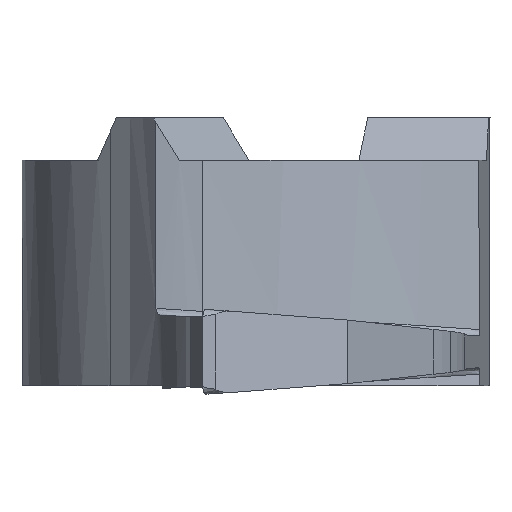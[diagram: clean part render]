
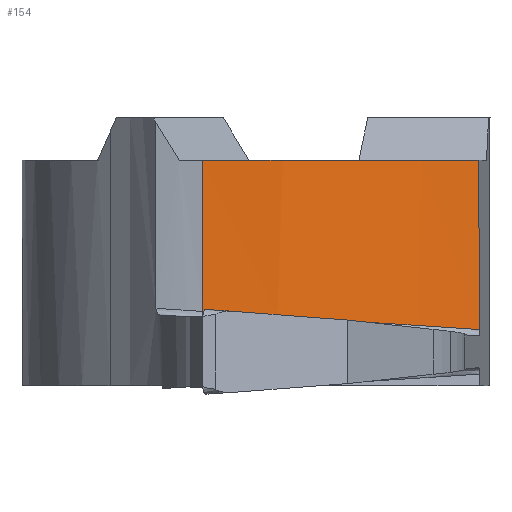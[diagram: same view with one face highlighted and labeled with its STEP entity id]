
A CAD part, left-side view. The second image highlights one B-rep face of the part: STEP entity #154.
In plain terms, the highlighted free-form (B-spline) face has degree [1, 3] with [2, 4] control points.
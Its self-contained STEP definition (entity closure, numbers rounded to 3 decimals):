
#48=(
BOUNDED_SURFACE()
B_SPLINE_SURFACE(1,3,((#1954,#1955,#1956,#1957),(#1958,#1959,#1960,#1961)),
 .UNSPECIFIED.,.F.,.F.,.F.)
B_SPLINE_SURFACE_WITH_KNOTS((2,2),(4,4),(0.,1.),(0.,1.),.UNSPECIFIED.)
GEOMETRIC_REPRESENTATION_ITEM()
RATIONAL_B_SPLINE_SURFACE(((1.,0.969,0.969,1.),
(1.,0.969,0.969,1.)))
REPRESENTATION_ITEM('')
SURFACE()
);
#154=ADVANCED_FACE('',(#212),#48,.F.);
#212=FACE_OUTER_BOUND('',#270,.T.);
#270=EDGE_LOOP('',(#599,#600,#601,#602));
#324=LINE('',#1953,#370);
#370=VECTOR('',#1358,1.);
#599=ORIENTED_EDGE('',*,*,#873,.T.);
#600=ORIENTED_EDGE('',*,*,#835,.F.);
#601=ORIENTED_EDGE('',*,*,#900,.T.);
#602=ORIENTED_EDGE('',*,*,#898,.F.);
#727=VERTEX_POINT('',#1629);
#728=VERTEX_POINT('',#1634);
#750=VERTEX_POINT('',#1760);
#760=VERTEX_POINT('',#1935);
#835=EDGE_CURVE('',#727,#728,#996,.T.);
#873=EDGE_CURVE('',#750,#728,#1001,.T.);
#898=EDGE_CURVE('',#750,#760,#978,.T.);
#900=EDGE_CURVE('',#727,#760,#324,.T.);
#978=CIRCLE('',#1141,11.555);
#996=B_SPLINE_CURVE_WITH_KNOTS('',3,(#1630,#1631,#1632,#1633),
 .UNSPECIFIED.,.F.,.F.,(4,4),(0.,1.),.UNSPECIFIED.);
#1001=B_SPLINE_CURVE_WITH_KNOTS('',3,(#1750,#1751,#1752,#1753,#1754,#1755,
#1756,#1757,#1758,#1759),.UNSPECIFIED.,.F.,.F.,(4,2,2,2,4),(0.,0.313,
0.626,0.782,1.),.UNSPECIFIED.);
#1141=AXIS2_PLACEMENT_3D('',#1934,#1354,#1355);
#1354=DIRECTION('',(0.,0.065,-0.998));
#1355=DIRECTION('',(0.,0.998,0.065));
#1358=DIRECTION('',(0.,0.,-1.));
#1629=CARTESIAN_POINT('',(-5.55,1.25,-0.1));
#1630=CARTESIAN_POINT('',(-5.55,1.25,-0.1));
#1631=CARTESIAN_POINT('',(-5.468,-1.082,-0.1));
#1632=CARTESIAN_POINT('',(-4.674,-3.358,-0.1));
#1633=CARTESIAN_POINT('',(-3.287,-5.233,-0.1));
#1634=CARTESIAN_POINT('',(-3.287,-5.233,-0.1));
#1750=CARTESIAN_POINT('',(-3.089,-5.251,-4.076));
#1751=CARTESIAN_POINT('',(-3.11,-5.249,-3.661));
#1752=CARTESIAN_POINT('',(-3.131,-5.247,-3.247));
#1753=CARTESIAN_POINT('',(-3.173,-5.243,-2.417));
#1754=CARTESIAN_POINT('',(-3.193,-5.242,-2.003));
#1755=CARTESIAN_POINT('',(-3.224,-5.239,-1.381));
#1756=CARTESIAN_POINT('',(-3.234,-5.238,-1.173));
#1757=CARTESIAN_POINT('',(-3.259,-5.236,-0.677));
#1758=CARTESIAN_POINT('',(-3.273,-5.235,-0.389));
#1759=CARTESIAN_POINT('',(-3.287,-5.233,-0.1));
#1760=CARTESIAN_POINT('',(-3.089,-5.251,-4.076));
#1934=CARTESIAN_POINT('',(5.988,1.884,-3.608));
#1935=CARTESIAN_POINT('',(-5.55,1.25,-3.65));
#1953=CARTESIAN_POINT('',(-5.55,1.25,-3.65));
#1954=CARTESIAN_POINT('',(-3.214,-5.332,-0.083));
#1955=CARTESIAN_POINT('',(-4.668,-3.417,0.043));
#1956=CARTESIAN_POINT('',(-5.472,-1.152,0.191));
#1957=CARTESIAN_POINT('',(-5.55,1.25,0.349));
#1958=CARTESIAN_POINT('',(-3.063,-5.284,-4.078));
#1959=CARTESIAN_POINT('',(-4.562,-3.4,-3.955));
#1960=CARTESIAN_POINT('',(-5.417,-1.152,-3.807));
#1961=CARTESIAN_POINT('',(-5.55,1.25,-3.65));
